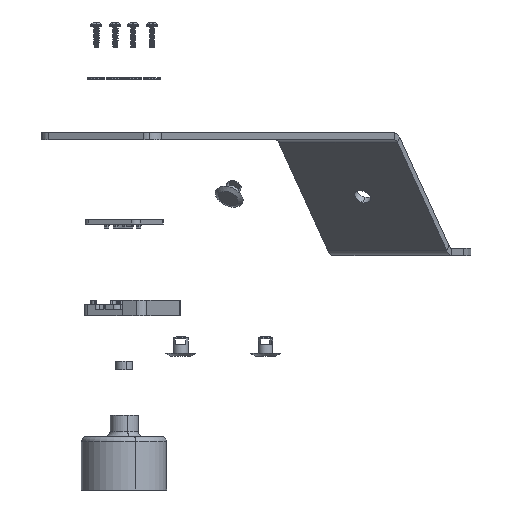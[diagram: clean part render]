
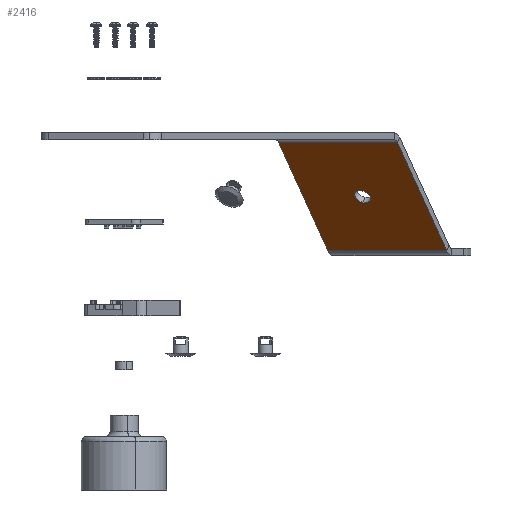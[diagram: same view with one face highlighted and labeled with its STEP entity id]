
A CAD part, left-side view. The second image highlights one B-rep face of the part: STEP entity #2416.
In plain terms, the highlighted planar face has unit normal (-0.63, 0.321, -0.707).
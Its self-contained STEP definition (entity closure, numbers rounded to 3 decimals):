
#64 = EDGE_CURVE ( 'NONE', #10488, #8195, #10880, .T. ) ;
#229 = CARTESIAN_POINT ( 'NONE',  ( -30.637, 15.61, 21.385 ) ) ;
#645 = ORIENTED_EDGE ( 'NONE', *, *, #12849, .T. ) ;
#960 = LINE ( 'NONE', #4594, #12019 ) ;
#1184 = LINE ( 'NONE', #4685, #8271 ) ;
#1451 = AXIS2_PLACEMENT_3D ( 'NONE', #229, #14612, #1453 ) ;
#1453 = DIRECTION ( 'NONE',  ( 0.747, 0., -0.665 ) ) ;
#1809 = EDGE_CURVE ( 'NONE', #3243, #3639, #12375, .T. ) ;
#2083 = EDGE_CURVE ( 'NONE', #8195, #10488, #3873, .T. ) ;
#2416 = ADVANCED_FACE ( 'NONE', ( #6296, #10762 ), #3891, .F. ) ;
#2596 = EDGE_CURVE ( 'NONE', #12457, #8394, #6018, .T. ) ;
#2672 = AXIS2_PLACEMENT_3D ( 'NONE', #7235, #9689, #11076 ) ;
#3105 = ORIENTED_EDGE ( 'NONE', *, *, #1809, .F. ) ;
#3243 = VERTEX_POINT ( 'NONE', #9754 ) ;
#3408 = ORIENTED_EDGE ( 'NONE', *, *, #64, .T. ) ;
#3532 = CARTESIAN_POINT ( 'NONE',  ( -28.267, 15.61, 19.273 ) ) ;
#3639 = VERTEX_POINT ( 'NONE', #7500 ) ;
#3873 = CIRCLE ( 'NONE', #8601, 3.175 ) ;
#3891 = PLANE ( 'NONE',  #2672 ) ;
#3940 = ORIENTED_EDGE ( 'NONE', *, *, #2083, .T. ) ;
#4447 = EDGE_CURVE ( 'NONE', #12457, #3639, #1184, .T. ) ;
#4594 = CARTESIAN_POINT ( 'NONE',  ( 7.232, 24.373, -8.379 ) ) ;
#4685 = CARTESIAN_POINT ( 'NONE',  ( -15.467, -20.177, -8.379 ) ) ;
#4774 = DIRECTION ( 'NONE',  ( 0.454, 0.891, 0. ) ) ;
#4844 = CARTESIAN_POINT ( 'NONE',  ( -23.87, -15.896, 1.051 ) ) ;
#5860 = CARTESIAN_POINT ( 'NONE',  ( -1.17, 28.654, 1.051 ) ) ;
#6018 = LINE ( 'NONE', #5860, #10258 ) ;
#6117 = VECTOR ( 'NONE', #11199, 1000. ) ;
#6296 = FACE_BOUND ( 'NONE', #12670, .T. ) ;
#6400 = DIRECTION ( 'NONE',  ( 0.747, 0., -0.665 ) ) ;
#6518 = CARTESIAN_POINT ( 'NONE',  ( -37.405, 47.117, 41.718 ) ) ;
#7235 = CARTESIAN_POINT ( 'NONE',  ( -4.118, 2.098, -8.379 ) ) ;
#7484 = CARTESIAN_POINT ( 'NONE',  ( -30.637, 15.61, 21.385 ) ) ;
#7500 = CARTESIAN_POINT ( 'NONE',  ( -60.104, 2.566, 41.718 ) ) ;
#8195 = VERTEX_POINT ( 'NONE', #11164 ) ;
#8271 = VECTOR ( 'NONE', #10688, 1000. ) ;
#8394 = VERTEX_POINT ( 'NONE', #9434 ) ;
#8411 = EDGE_LOOP ( 'NONE', ( #3105, #645, #10389, #10360 ) ) ;
#8601 = AXIS2_PLACEMENT_3D ( 'NONE', #7484, #9775, #6400 ) ;
#9434 = CARTESIAN_POINT ( 'NONE',  ( -1.17, 28.654, 1.051 ) ) ;
#9689 = DIRECTION ( 'NONE',  ( 0.63, -0.321, 0.707 ) ) ;
#9754 = CARTESIAN_POINT ( 'NONE',  ( -37.405, 47.117, 41.718 ) ) ;
#9775 = DIRECTION ( 'NONE',  ( 0.63, -0.321, 0.707 ) ) ;
#10258 = VECTOR ( 'NONE', #4774, 1000. ) ;
#10360 = ORIENTED_EDGE ( 'NONE', *, *, #4447, .T. ) ;
#10389 = ORIENTED_EDGE ( 'NONE', *, *, #2596, .F. ) ;
#10488 = VERTEX_POINT ( 'NONE', #3532 ) ;
#10688 = DIRECTION ( 'NONE',  ( -0.63, 0.321, 0.707 ) ) ;
#10762 = FACE_OUTER_BOUND ( 'NONE', #8411, .T. ) ;
#10880 = CIRCLE ( 'NONE', #1451, 3.175 ) ;
#11076 = DIRECTION ( 'NONE',  ( 0.747, 0., -0.665 ) ) ;
#11164 = CARTESIAN_POINT ( 'NONE',  ( -33.008, 15.61, 23.497 ) ) ;
#11199 = DIRECTION ( 'NONE',  ( -0.454, -0.891, 0. ) ) ;
#11677 = DIRECTION ( 'NONE',  ( 0.63, -0.321, -0.707 ) ) ;
#12019 = VECTOR ( 'NONE', #11677, 1000. ) ;
#12375 = LINE ( 'NONE', #6518, #6117 ) ;
#12457 = VERTEX_POINT ( 'NONE', #4844 ) ;
#12670 = EDGE_LOOP ( 'NONE', ( #3408, #3940 ) ) ;
#12849 = EDGE_CURVE ( 'NONE', #3243, #8394, #960, .T. ) ;
#14612 = DIRECTION ( 'NONE',  ( 0.63, -0.321, 0.707 ) ) ;
